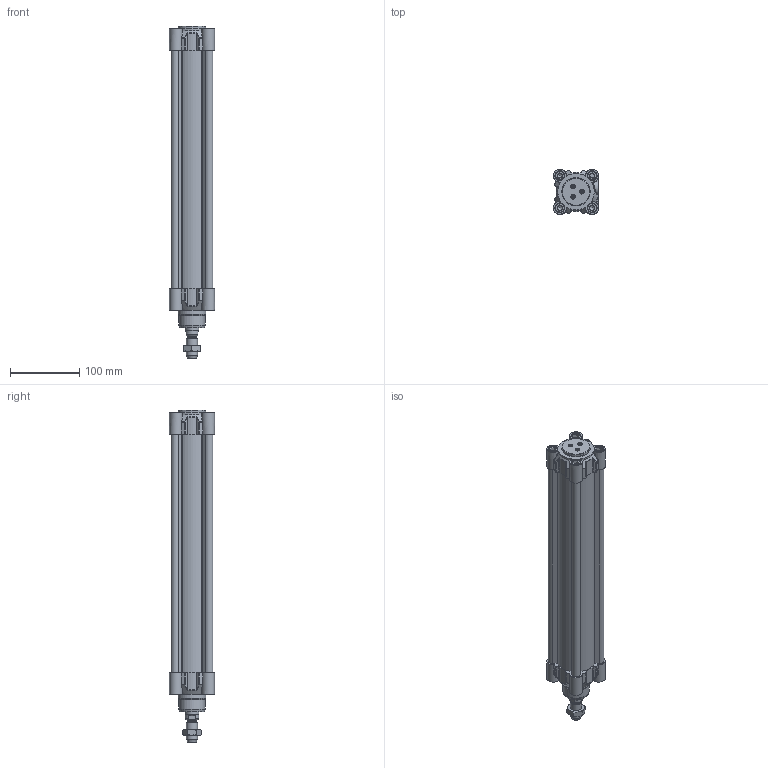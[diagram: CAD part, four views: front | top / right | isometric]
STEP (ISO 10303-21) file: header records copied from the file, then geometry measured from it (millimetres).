
FILE_DESCRIPTION(/* description */ (''),/* implementation_level */ '2;1');
FILE_NAME(/* name */ 'HDMA050.300.GS.M.stp',/* time_stamp */ '2021-03-09T15:15:40+01:00',/* author */ ('carlo.corazza'),/* organization */ (''),/* preprocessor_version */ 'ST-DEVELOPER v18.1',/* originating_system */ 'Autodesk Inventor 2020',/* authorisation */ '');
FILE_SCHEMA (('AUTOMOTIVE_DESIGN { 1 0 10303 214 3 1 1 }'));
Length unit declared in the file: millimetre
Products named in the file (6): HDMA050.300.GS.M; 29.2016.000.0; CORPO-300; STELO H050-300; TA H050; TPA050
Assembly tree (5 placements, depth 2):
  HDMA050.300.GS.M
    29.2016.000.0
    CORPO-300
    STELO H050-300
    TA H050
    TPA050
Bounding box: 65 x 65 x 479 mm (x, y, z)
Volume: 685802.3 mm3; surface area: 310744.8 mm2
Topology: 5 solids, 16 shells, 1036 faces, 2621 edges, 1687 vertices
Faces by surface type: plane 392, cylinder 271, bspline 163, cone 103, torus 77, sphere 30
Full cylindrical faces by diameter (mm): 1.479 x1, 2.8 x1, 3 x3, 3.5 x3, 6 x3, 6.647 x8, 8 x8, 8.3 x8, 9 x1, 9.9 x1, 10 x3, 11.445 x2, 13 x8, 13.3 x4, 13.5 x1, 14.376 x1, 16 x1, 19.5 x1, 20 x2, 20.5 x1, 20.8 x1, 20.847 x1, 24 x1, 30 x2, 38 x1, 40 x2, 50 x2
Entity records: 36787 total; most frequent: CARTESIAN_POINT 11058, ORIENTED_EDGE 5190, DIRECTION 4982, EDGE_CURVE 2595, AXIS2_PLACEMENT_3D 1876, VERTEX_POINT 1687, LINE 1230, VECTOR 1230
